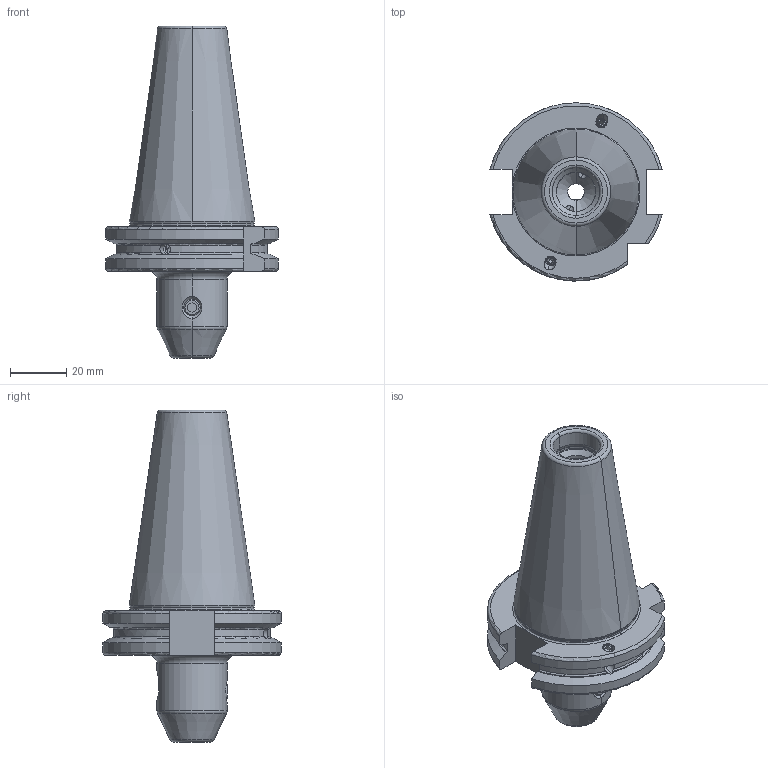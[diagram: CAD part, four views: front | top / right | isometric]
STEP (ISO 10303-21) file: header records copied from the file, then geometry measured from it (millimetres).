
FILE_DESCRIPTION((''),'2;1');
FILE_NAME('402_04_06','2020-07-07T',('104091'),(''),'CREO PARAMETRIC BY PTC INC, 2015290','CREO PARAMETRIC BY PTC INC, 2015290','');
FILE_SCHEMA(('CONFIG_CONTROL_DESIGN'));
Length unit declared in the file: millimetre
Products named in the file (1): 402_04_06
Bounding box: 61.48 x 63.54 x 118.4 mm (x, y, z)
Volume: 112135.6 mm3; surface area: 23408.6 mm2
Topology: 1 solids, 1 shells, 181 faces, 465 edges, 294 vertices
Faces by surface type: plane 50, cone 46, cylinder 45, torus 38, sphere 2
Entity records: 6155 total; most frequent: CARTESIAN_POINT 1793, DIRECTION 911, ORIENTED_EDGE 906, EDGE_CURVE 453, AXIS2_PLACEMENT_3D 361, VERTEX_POINT 278, EDGE_LOOP 191, VECTOR 189
